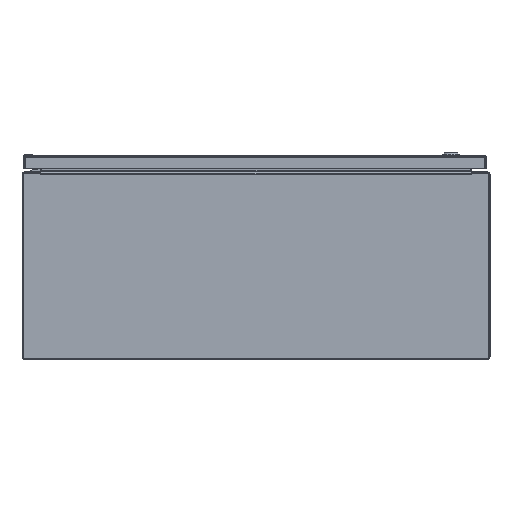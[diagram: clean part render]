
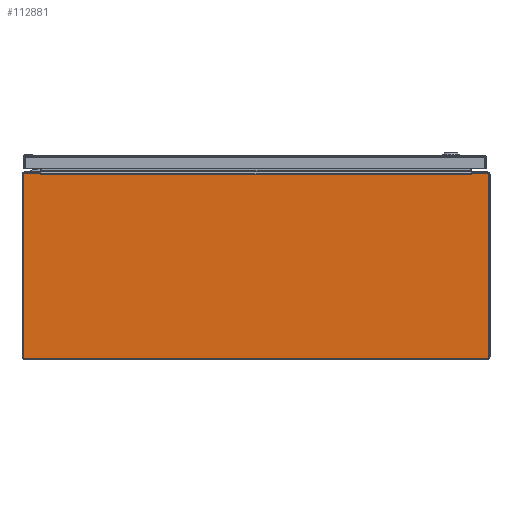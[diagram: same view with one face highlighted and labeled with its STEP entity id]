
A CAD part, front view. The second image highlights one B-rep face of the part: STEP entity #112881.
In plain terms, the highlighted planar face has unit normal (0, -1, 0).
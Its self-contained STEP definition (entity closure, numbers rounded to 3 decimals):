
#1728 = EDGE_CURVE ( 'NONE', #3106, #69054, #122621, .T. ) ;
#2247 = VECTOR ( 'NONE', #25218, 39.37 ) ;
#2916 = VECTOR ( 'NONE', #19714, 39.37 ) ;
#2924 = ORIENTED_EDGE ( 'NONE', *, *, #1728, .T. ) ;
#3027 = VECTOR ( 'NONE', #124840, 39.37 ) ;
#3106 = VERTEX_POINT ( 'NONE', #47050 ) ;
#4019 = DIRECTION ( 'NONE',  ( 0., -1., 0. ) ) ;
#4226 = DIRECTION ( 'NONE',  ( 0., 0., -1. ) ) ;
#4725 = CARTESIAN_POINT ( 'NONE',  ( 0., -18., 5.937 ) ) ;
#5301 = DIRECTION ( 'NONE',  ( 0., 0., -1. ) ) ;
#5640 = AXIS2_PLACEMENT_3D ( 'NONE', #43414, #15853, #125828 ) ;
#8351 = CARTESIAN_POINT ( 'NONE',  ( 0., -18., 0. ) ) ;
#9192 = AXIS2_PLACEMENT_3D ( 'NONE', #53334, #24490, #4226 ) ;
#9631 = LINE ( 'NONE', #51523, #39330 ) ;
#10108 = VECTOR ( 'NONE', #102522, 39.37 ) ;
#13243 = ORIENTED_EDGE ( 'NONE', *, *, #42107, .T. ) ;
#13343 = EDGE_CURVE ( 'NONE', #77800, #120911, #9631, .T. ) ;
#15853 = DIRECTION ( 'NONE',  ( 0., -1., 0. ) ) ;
#17967 = CARTESIAN_POINT ( 'NONE',  ( 13.814, -18., 5.855 ) ) ;
#19714 = DIRECTION ( 'NONE',  ( -0.174, 0., 0.985 ) ) ;
#21744 = EDGE_CURVE ( 'NONE', #51015, #71705, #113627, .T. ) ;
#21911 = CIRCLE ( 'NONE', #57547, 0.08 ) ;
#22669 = LINE ( 'NONE', #50219, #10108 ) ;
#23014 = CARTESIAN_POINT ( 'NONE',  ( -14.857, -18., 5.857 ) ) ;
#23048 = CARTESIAN_POINT ( 'NONE',  ( 14.857, -18., -5.937 ) ) ;
#23157 = DIRECTION ( 'NONE',  ( 1., 0., 0. ) ) ;
#24490 = DIRECTION ( 'NONE',  ( 0., -1., 0. ) ) ;
#24547 = CARTESIAN_POINT ( 'NONE',  ( 14.937, -18., 0. ) ) ;
#25218 = DIRECTION ( 'NONE',  ( -1., 0., 0. ) ) ;
#29150 = VERTEX_POINT ( 'NONE', #70012 ) ;
#29220 = ORIENTED_EDGE ( 'NONE', *, *, #108970, .T. ) ;
#30033 = EDGE_CURVE ( 'NONE', #112191, #82901, #22669, .T. ) ;
#31232 = DIRECTION ( 'NONE',  ( -1., 0., 0. ) ) ;
#31924 = VERTEX_POINT ( 'NONE', #98798 ) ;
#32017 = ORIENTED_EDGE ( 'NONE', *, *, #30033, .T. ) ;
#34295 = ORIENTED_EDGE ( 'NONE', *, *, #21744, .T. ) ;
#34894 = CARTESIAN_POINT ( 'NONE',  ( 14.857, -18., 5.937 ) ) ;
#35653 = EDGE_CURVE ( 'NONE', #74576, #77800, #75017, .T. ) ;
#36377 = DIRECTION ( 'NONE',  ( 0., -1., 0. ) ) ;
#37512 = ORIENTED_EDGE ( 'NONE', *, *, #101748, .T. ) ;
#37821 = FACE_OUTER_BOUND ( 'NONE', #45046, .T. ) ;
#39330 = VECTOR ( 'NONE', #31232, 39.37 ) ;
#42107 = EDGE_CURVE ( 'NONE', #31924, #3106, #21911, .T. ) ;
#42319 = ORIENTED_EDGE ( 'NONE', *, *, #13343, .T. ) ;
#42639 = CARTESIAN_POINT ( 'NONE',  ( 0., -18., 5.937 ) ) ;
#42829 = CARTESIAN_POINT ( 'NONE',  ( 0., -18., -5.937 ) ) ;
#43414 = CARTESIAN_POINT ( 'NONE',  ( 14.857, -18., 5.857 ) ) ;
#43787 = EDGE_CURVE ( 'NONE', #96892, #112191, #83843, .T. ) ;
#44242 = CARTESIAN_POINT ( 'NONE',  ( 0., -18., 5.855 ) ) ;
#45046 = EDGE_LOOP ( 'NONE', ( #92257, #34295, #74162, #13243, #2924, #37512, #81636, #102935, #109197, #32017, #29220, #124863, #42319, #69180 ) ) ;
#47050 = CARTESIAN_POINT ( 'NONE',  ( -14.857, -18., -5.937 ) ) ;
#48125 = EDGE_CURVE ( 'NONE', #29150, #65076, #73703, .T. ) ;
#50219 = CARTESIAN_POINT ( 'NONE',  ( 13.828, -18., 5.937 ) ) ;
#50426 = VECTOR ( 'NONE', #53839, 39.37 ) ;
#50788 = CARTESIAN_POINT ( 'NONE',  ( -14.857, -18., 5.937 ) ) ;
#51015 = VERTEX_POINT ( 'NONE', #50788 ) ;
#51523 = CARTESIAN_POINT ( 'NONE',  ( 0., -18., 5.855 ) ) ;
#53334 = CARTESIAN_POINT ( 'NONE',  ( 14.857, -18., -5.857 ) ) ;
#53839 = DIRECTION ( 'NONE',  ( -1., 0., 0. ) ) ;
#54029 = DIRECTION ( 'NONE',  ( 0., 0., 1. ) ) ;
#55753 = LINE ( 'NONE', #4725, #50426 ) ;
#57547 = AXIS2_PLACEMENT_3D ( 'NONE', #106383, #36377, #114918 ) ;
#58885 = CARTESIAN_POINT ( 'NONE',  ( -13.798, -18., 5.855 ) ) ;
#59369 = CIRCLE ( 'NONE', #9192, 0.08 ) ;
#64189 = CARTESIAN_POINT ( 'NONE',  ( 13.806, -18., 5.855 ) ) ;
#65076 = VERTEX_POINT ( 'NONE', #120461 ) ;
#65635 = AXIS2_PLACEMENT_3D ( 'NONE', #23014, #4019, #5301 ) ;
#65989 = DIRECTION ( 'NONE',  ( 0., -1., 0. ) ) ;
#69054 = VERTEX_POINT ( 'NONE', #23048 ) ;
#69180 = ORIENTED_EDGE ( 'NONE', *, *, #103161, .T. ) ;
#69497 = CARTESIAN_POINT ( 'NONE',  ( -13.814, -18., 5.855 ) ) ;
#69527 = VERTEX_POINT ( 'NONE', #91047 ) ;
#70012 = CARTESIAN_POINT ( 'NONE',  ( 14.937, -18., -5.857 ) ) ;
#71705 = VERTEX_POINT ( 'NONE', #117129 ) ;
#73703 = LINE ( 'NONE', #24547, #103840 ) ;
#74162 = ORIENTED_EDGE ( 'NONE', *, *, #100263, .T. ) ;
#74576 = VERTEX_POINT ( 'NONE', #116614 ) ;
#75017 = LINE ( 'NONE', #44242, #2247 ) ;
#77800 = VERTEX_POINT ( 'NONE', #58885 ) ;
#78408 = PLANE ( 'NONE',  #116712 ) ;
#81636 = ORIENTED_EDGE ( 'NONE', *, *, #48125, .T. ) ;
#82901 = VERTEX_POINT ( 'NONE', #17967 ) ;
#83843 = LINE ( 'NONE', #42639, #118223 ) ;
#91047 = CARTESIAN_POINT ( 'NONE',  ( -13.828, -18., 5.937 ) ) ;
#91704 = DIRECTION ( 'NONE',  ( -1., 0., 0. ) ) ;
#92257 = ORIENTED_EDGE ( 'NONE', *, *, #115623, .T. ) ;
#93161 = CARTESIAN_POINT ( 'NONE',  ( 13.828, -18., 5.937 ) ) ;
#94096 = CARTESIAN_POINT ( 'NONE',  ( -14.937, -18., 0. ) ) ;
#96892 = VERTEX_POINT ( 'NONE', #34894 ) ;
#98798 = CARTESIAN_POINT ( 'NONE',  ( -14.937, -18., -5.857 ) ) ;
#100263 = EDGE_CURVE ( 'NONE', #71705, #31924, #113095, .T. ) ;
#101748 = EDGE_CURVE ( 'NONE', #69054, #29150, #59369, .T. ) ;
#101842 = VECTOR ( 'NONE', #104076, 39.37 ) ;
#102522 = DIRECTION ( 'NONE',  ( -0.174, 0., -0.985 ) ) ;
#102578 = CARTESIAN_POINT ( 'NONE',  ( -13.814, -18., 5.855 ) ) ;
#102935 = ORIENTED_EDGE ( 'NONE', *, *, #116577, .T. ) ;
#103161 = EDGE_CURVE ( 'NONE', #120911, #69527, #129025, .T. ) ;
#103840 = VECTOR ( 'NONE', #54029, 39.37 ) ;
#104076 = DIRECTION ( 'NONE',  ( -1., 0., 0. ) ) ;
#105870 = DIRECTION ( 'NONE',  ( 0., 0., -1. ) ) ;
#106383 = CARTESIAN_POINT ( 'NONE',  ( -14.857, -18., -5.857 ) ) ;
#108970 = EDGE_CURVE ( 'NONE', #82901, #74576, #124352, .T. ) ;
#109197 = ORIENTED_EDGE ( 'NONE', *, *, #43787, .T. ) ;
#112191 = VERTEX_POINT ( 'NONE', #93161 ) ;
#112881 = ADVANCED_FACE ( 'NONE', ( #37821 ), #78408, .T. ) ;
#113095 = LINE ( 'NONE', #94096, #3027 ) ;
#113627 = CIRCLE ( 'NONE', #65635, 0.08 ) ;
#114918 = DIRECTION ( 'NONE',  ( 0., 0., -1. ) ) ;
#115623 = EDGE_CURVE ( 'NONE', #69527, #51015, #55753, .T. ) ;
#116577 = EDGE_CURVE ( 'NONE', #65076, #96892, #118491, .T. ) ;
#116614 = CARTESIAN_POINT ( 'NONE',  ( 13.798, -18., 5.855 ) ) ;
#116712 = AXIS2_PLACEMENT_3D ( 'NONE', #8351, #65989, #105870 ) ;
#117129 = CARTESIAN_POINT ( 'NONE',  ( -14.937, -18., 5.857 ) ) ;
#118223 = VECTOR ( 'NONE', #91704, 39.37 ) ;
#118491 = CIRCLE ( 'NONE', #5640, 0.08 ) ;
#120461 = CARTESIAN_POINT ( 'NONE',  ( 14.937, -18., 5.857 ) ) ;
#120911 = VERTEX_POINT ( 'NONE', #102578 ) ;
#122621 = LINE ( 'NONE', #42829, #127717 ) ;
#124352 = LINE ( 'NONE', #64189, #101842 ) ;
#124840 = DIRECTION ( 'NONE',  ( 0., 0., -1. ) ) ;
#124863 = ORIENTED_EDGE ( 'NONE', *, *, #35653, .T. ) ;
#125828 = DIRECTION ( 'NONE',  ( 0., 0., -1. ) ) ;
#127717 = VECTOR ( 'NONE', #23157, 39.37 ) ;
#129025 = LINE ( 'NONE', #69497, #2916 ) ;
